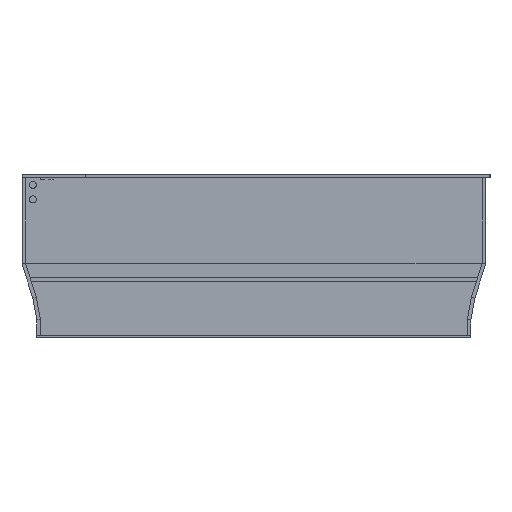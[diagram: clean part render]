
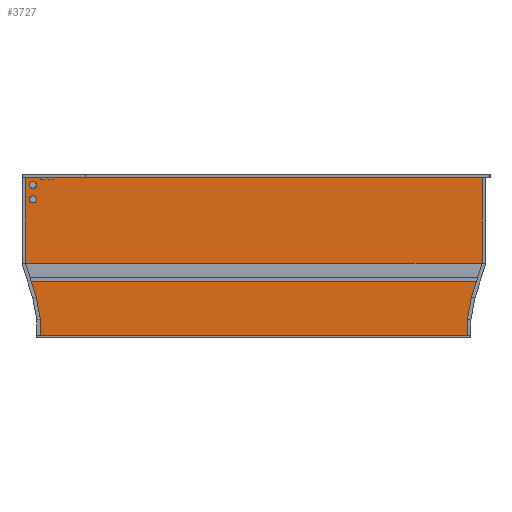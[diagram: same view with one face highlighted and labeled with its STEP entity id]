
A CAD part, left-side view. The second image highlights one B-rep face of the part: STEP entity #3727.
In plain terms, the highlighted planar face has unit normal (-1, 0, 0).
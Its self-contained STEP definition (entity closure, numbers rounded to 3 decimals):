
#51=FACE_BOUND('',#394,.T.);
#52=FACE_BOUND('',#395,.T.);
#60=CIRCLE('',#4090,4.85);
#62=CIRCLE('',#4096,4.85);
#165=FACE_OUTER_BOUND('',#393,.T.);
#393=EDGE_LOOP('',(#2531,#2532,#2533,#2534,#2535,#2536,#2537,#2538,#2539,
#2540,#2541,#2542,#2543,#2544,#2545,#2546,#2547,#2548));
#394=EDGE_LOOP('',(#2549));
#395=EDGE_LOOP('',(#2550));
#628=LINE('',#5394,#1130);
#632=LINE('',#5401,#1134);
#634=LINE('',#5406,#1136);
#639=LINE('',#5421,#1141);
#643=LINE('',#5430,#1145);
#646=LINE('',#5434,#1148);
#647=LINE('',#5437,#1149);
#652=LINE('',#5446,#1154);
#653=LINE('',#5449,#1155);
#654=LINE('',#5451,#1156);
#655=LINE('',#5453,#1157);
#656=LINE('',#5455,#1158);
#657=LINE('',#5457,#1159);
#658=LINE('',#5459,#1160);
#659=LINE('',#5461,#1161);
#660=LINE('',#5463,#1162);
#661=LINE('',#5464,#1163);
#662=LINE('',#5465,#1164);
#1130=VECTOR('',#4377,10.);
#1134=VECTOR('',#4383,10.);
#1136=VECTOR('',#4387,10.);
#1141=VECTOR('',#4400,10.);
#1145=VECTOR('',#4406,10.);
#1148=VECTOR('',#4411,10.);
#1149=VECTOR('',#4414,10.);
#1154=VECTOR('',#4421,10.);
#1155=VECTOR('',#4424,10.);
#1156=VECTOR('',#4425,10.);
#1157=VECTOR('',#4426,10.);
#1158=VECTOR('',#4427,10.);
#1159=VECTOR('',#4428,10.);
#1160=VECTOR('',#4429,10.);
#1161=VECTOR('',#4430,10.);
#1162=VECTOR('',#4431,10.);
#1163=VECTOR('',#4432,10.);
#1164=VECTOR('',#4433,10.);
#1626=VERTEX_POINT('',#5384);
#1629=VERTEX_POINT('',#5391);
#1630=VERTEX_POINT('',#5393);
#1632=VERTEX_POINT('',#5399);
#1634=VERTEX_POINT('',#5405);
#1636=VERTEX_POINT('',#5411);
#1639=VERTEX_POINT('',#5418);
#1640=VERTEX_POINT('',#5420);
#1643=VERTEX_POINT('',#5427);
#1644=VERTEX_POINT('',#5429);
#1645=VERTEX_POINT('',#5436);
#1648=VERTEX_POINT('',#5444);
#1649=VERTEX_POINT('',#5448);
#1650=VERTEX_POINT('',#5450);
#1651=VERTEX_POINT('',#5452);
#1652=VERTEX_POINT('',#5454);
#1653=VERTEX_POINT('',#5456);
#1654=VERTEX_POINT('',#5458);
#1655=VERTEX_POINT('',#5460);
#1656=VERTEX_POINT('',#5462);
#1971=EDGE_CURVE('',#1626,#1626,#60,.T.);
#1974=EDGE_CURVE('',#1630,#1629,#628,.T.);
#1978=EDGE_CURVE('',#1629,#1632,#632,.T.);
#1980=EDGE_CURVE('',#1634,#1630,#634,.T.);
#1984=EDGE_CURVE('',#1636,#1636,#62,.T.);
#1987=EDGE_CURVE('',#1640,#1639,#639,.T.);
#1991=EDGE_CURVE('',#1644,#1643,#643,.T.);
#1994=EDGE_CURVE('',#1643,#1640,#646,.T.);
#1995=EDGE_CURVE('',#1644,#1645,#647,.T.);
#2000=EDGE_CURVE('',#1648,#1632,#652,.T.);
#2001=EDGE_CURVE('',#1649,#1648,#653,.T.);
#2002=EDGE_CURVE('',#1650,#1649,#654,.T.);
#2003=EDGE_CURVE('',#1651,#1650,#655,.T.);
#2004=EDGE_CURVE('',#1651,#1652,#656,.T.);
#2005=EDGE_CURVE('',#1652,#1653,#657,.T.);
#2006=EDGE_CURVE('',#1654,#1653,#658,.T.);
#2007=EDGE_CURVE('',#1654,#1655,#659,.T.);
#2008=EDGE_CURVE('',#1655,#1656,#660,.T.);
#2009=EDGE_CURVE('',#1656,#1645,#661,.T.);
#2010=EDGE_CURVE('',#1634,#1639,#662,.T.);
#2531=ORIENTED_EDGE('',*,*,#1980,.T.);
#2532=ORIENTED_EDGE('',*,*,#1974,.T.);
#2533=ORIENTED_EDGE('',*,*,#1978,.T.);
#2534=ORIENTED_EDGE('',*,*,#2000,.F.);
#2535=ORIENTED_EDGE('',*,*,#2001,.F.);
#2536=ORIENTED_EDGE('',*,*,#2002,.F.);
#2537=ORIENTED_EDGE('',*,*,#2003,.F.);
#2538=ORIENTED_EDGE('',*,*,#2004,.T.);
#2539=ORIENTED_EDGE('',*,*,#2005,.T.);
#2540=ORIENTED_EDGE('',*,*,#2006,.F.);
#2541=ORIENTED_EDGE('',*,*,#2007,.T.);
#2542=ORIENTED_EDGE('',*,*,#2008,.T.);
#2543=ORIENTED_EDGE('',*,*,#2009,.T.);
#2544=ORIENTED_EDGE('',*,*,#1995,.F.);
#2545=ORIENTED_EDGE('',*,*,#1991,.T.);
#2546=ORIENTED_EDGE('',*,*,#1994,.T.);
#2547=ORIENTED_EDGE('',*,*,#1987,.T.);
#2548=ORIENTED_EDGE('',*,*,#2010,.F.);
#2549=ORIENTED_EDGE('',*,*,#1984,.T.);
#2550=ORIENTED_EDGE('',*,*,#1971,.T.);
#3501=PLANE('',#4102);
#3727=ADVANCED_FACE('',(#165,#51,#52),#3501,.F.);
#4090=AXIS2_PLACEMENT_3D('',#5386,#4371,#4372);
#4096=AXIS2_PLACEMENT_3D('',#5413,#4394,#4395);
#4102=AXIS2_PLACEMENT_3D('',#5447,#4422,#4423);
#4371=DIRECTION('center_axis',(1.,0.,0.));
#4372=DIRECTION('ref_axis',(0.,1.,0.));
#4377=DIRECTION('',(0.,1.,0.));
#4383=DIRECTION('',(0.,0.,1.));
#4387=DIRECTION('',(0.,0.,-1.));
#4394=DIRECTION('center_axis',(1.,0.,0.));
#4395=DIRECTION('ref_axis',(0.,1.,0.));
#4400=DIRECTION('',(0.,0.,1.));
#4406=DIRECTION('',(0.,0.,-1.));
#4411=DIRECTION('',(0.,1.,0.));
#4414=DIRECTION('',(0.,-1.,0.));
#4421=DIRECTION('',(0.,-1.,0.));
#4422=DIRECTION('center_axis',(1.,0.,0.));
#4423=DIRECTION('ref_axis',(0.,1.,0.));
#4424=DIRECTION('',(0.,0.,1.));
#4425=DIRECTION('',(0.,0.3,0.954));
#4426=DIRECTION('',(0.,0.18,0.984));
#4427=DIRECTION('',(0.,0.,-1.));
#4428=DIRECTION('',(0.,-1.,0.));
#4429=DIRECTION('',(0.,0.,-1.));
#4430=DIRECTION('',(0.,-0.18,0.984));
#4431=DIRECTION('',(0.,-0.3,0.954));
#4432=DIRECTION('',(0.,0.,1.));
#4433=DIRECTION('',(0.,-1.,0.));
#5384=CARTESIAN_POINT('',(0.,602.65,192.));
#5386=CARTESIAN_POINT('Origin',(0.,607.5,192.));
#5391=CARTESIAN_POINT('',(0.,597.5,219.6));
#5393=CARTESIAN_POINT('',(0.,590.7,219.6));
#5394=CARTESIAN_POINT('',(0.,449.25,219.6));
#5399=CARTESIAN_POINT('',(0.,597.5,222.));
#5401=CARTESIAN_POINT('',(0.,597.5,167.25));
#5405=CARTESIAN_POINT('',(0.,590.7,222.));
#5406=CARTESIAN_POINT('',(0.,590.7,166.05));
#5411=CARTESIAN_POINT('',(0.,602.65,212.));
#5413=CARTESIAN_POINT('Origin',(0.,607.5,212.));
#5418=CARTESIAN_POINT('',(0.,585.7,222.));
#5420=CARTESIAN_POINT('',(0.,585.7,219.6));
#5421=CARTESIAN_POINT('',(0.,585.7,167.25));
#5427=CARTESIAN_POINT('',(0.,578.9,219.6));
#5429=CARTESIAN_POINT('',(0.,578.9,222.));
#5430=CARTESIAN_POINT('',(0.,578.9,166.05));
#5434=CARTESIAN_POINT('',(0.,443.35,219.6));
#5436=CARTESIAN_POINT('',(0.,-15.5,222.));
#5437=CARTESIAN_POINT('',(0.,622.5,222.));
#5444=CARTESIAN_POINT('',(0.,617.5,222.));
#5446=CARTESIAN_POINT('',(0.,622.5,222.));
#5447=CARTESIAN_POINT('Origin',(0.,301.,112.5));
#5448=CARTESIAN_POINT('',(0.,617.5,103.465));
#5449=CARTESIAN_POINT('',(0.,617.5,103.465));
#5450=CARTESIAN_POINT('',(0.,602.638,56.205));
#5451=CARTESIAN_POINT('',(0.,602.638,56.205));
#5452=CARTESIAN_POINT('',(0.,597.,25.455));
#5453=CARTESIAN_POINT('',(0.,597.,25.455));
#5454=CARTESIAN_POINT('',(0.,597.,3.));
#5455=CARTESIAN_POINT('',(0.,597.,25.455));
#5456=CARTESIAN_POINT('',(0.,5.,3.));
#5457=CARTESIAN_POINT('',(0.,602.,3.));
#5458=CARTESIAN_POINT('',(0.,5.,25.455));
#5459=CARTESIAN_POINT('',(0.,5.,25.455));
#5460=CARTESIAN_POINT('',(0.,-0.638,56.205));
#5461=CARTESIAN_POINT('',(0.,5.,25.455));
#5462=CARTESIAN_POINT('',(0.,-15.5,103.465));
#5463=CARTESIAN_POINT('',(0.,-0.638,56.205));
#5464=CARTESIAN_POINT('',(0.,-15.5,103.465));
#5465=CARTESIAN_POINT('',(0.,622.5,222.));
